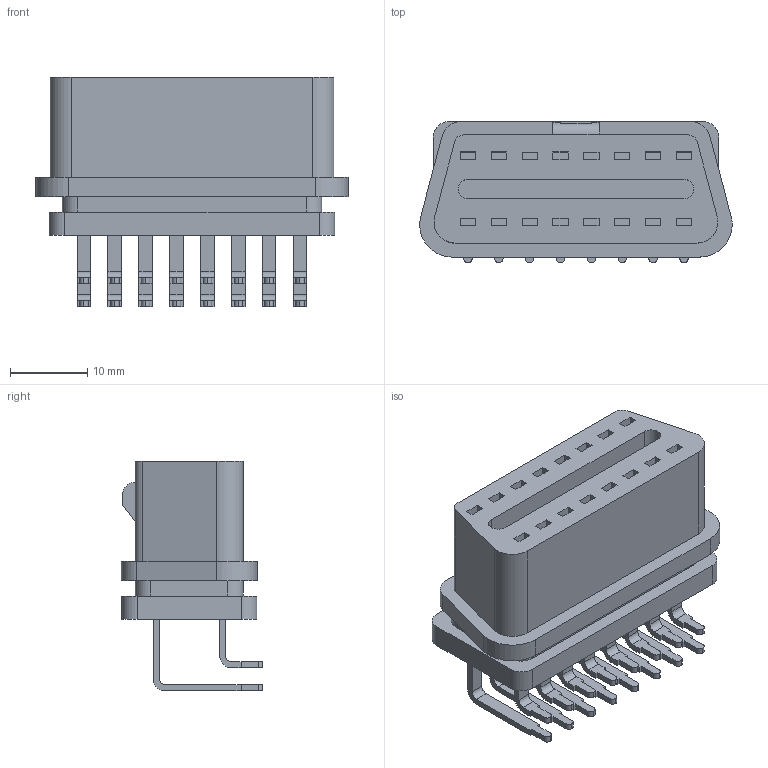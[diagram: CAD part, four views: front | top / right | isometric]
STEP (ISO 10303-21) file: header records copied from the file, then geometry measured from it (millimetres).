
FILE_DESCRIPTION (( 'STEP AP214' ), '1' );
FILE_NAME ('CCBDF20.STEP', '2020-06-09T16:20:51', ( '' ), ( '' ), 'SwSTEP 2.0', 'SolidWorks 2020', '' );
FILE_SCHEMA (( 'AUTOMOTIVE_DESIGN' ));
Length unit declared in the file: millimetre
Products named in the file (1): CCBDF20
Bounding box: 40.49 x 18.3 x 29.8 mm (x, y, z)
Volume: 10001.1 mm3; surface area: 6629.4 mm2
Topology: 1 solids, 1 shells, 359 faces, 960 edges, 640 vertices
Faces by surface type: plane 272, cylinder 87
Entity records: 13606 total; most frequent: CARTESIAN_POINT 1960, ORIENTED_EDGE 1920, DIRECTION 1856, EDGE_CURVE 960, VECTOR 784, LINE 784, VERTEX_POINT 640, AXIS2_PLACEMENT_3D 536
